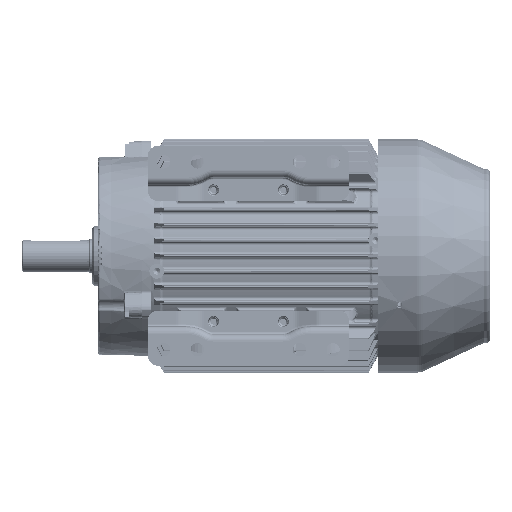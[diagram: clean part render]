
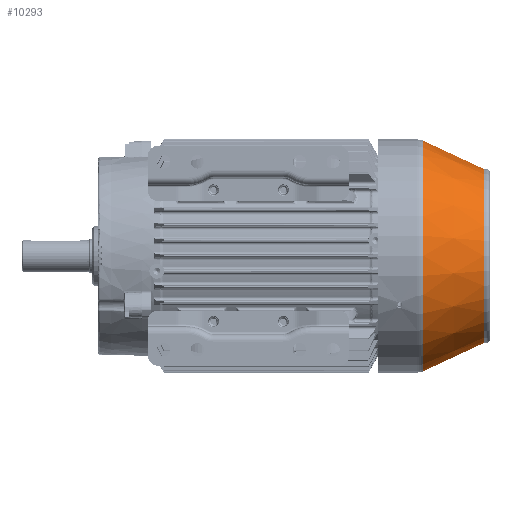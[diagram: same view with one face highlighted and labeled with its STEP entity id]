
A CAD part, top view. The second image highlights one B-rep face of the part: STEP entity #10293.
In plain terms, the highlighted conical face has half-angle 25 degrees and reference radius 64.883 mm.
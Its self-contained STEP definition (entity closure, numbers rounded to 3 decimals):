
#10293 = ADVANCED_FACE( '', ( #23218, #23219 ), #23220, .T. );
#23218 = FACE_OUTER_BOUND( '', #81015, .T. );
#23219 = FACE_BOUND( '', #81016, .T. );
#23220 = CONICAL_SURFACE( '', #81017, 64.884, 0.436 );
#81015 = EDGE_LOOP( '', ( #145243 ) );
#81016 = EDGE_LOOP( '', ( #145244 ) );
#81017 = AXIS2_PLACEMENT_3D( '', #145245, #145246, #145247 );
#145243 = ORIENTED_EDGE( '', *, *, #168273, .T. );
#145244 = ORIENTED_EDGE( '', *, *, #175128, .T. );
#145245 = CARTESIAN_POINT( '', ( 262.922, 0., 0. ) );
#145246 = DIRECTION( '', ( -1., 0., 0. ) );
#145247 = DIRECTION( '', ( 0., 1., 0. ) );
#168273 = EDGE_CURVE( '', #189122, #189122, #189123, .F. );
#175128 = EDGE_CURVE( '', #198721, #198721, #198722, .T. );
#189122 = VERTEX_POINT( '', #229795 );
#189123 = CIRCLE( '', #229796, 85.769 );
#198721 = VERTEX_POINT( '', #264569 );
#198722 = CIRCLE( '', #264570, 64.884 );
#229795 = CARTESIAN_POINT( '', ( 218.132, 85.769, 0. ) );
#229796 = AXIS2_PLACEMENT_3D( '', #286542, #286543, #286544 );
#264569 = CARTESIAN_POINT( '', ( 262.922, 64.884, 0. ) );
#264570 = AXIS2_PLACEMENT_3D( '', #294593, #294594, #294595 );
#286542 = CARTESIAN_POINT( '', ( 218.132, 0., 0. ) );
#286543 = DIRECTION( '', ( -1., 0., 0. ) );
#286544 = DIRECTION( '', ( 0., 1., 0. ) );
#294593 = CARTESIAN_POINT( '', ( 262.922, 0., 0. ) );
#294594 = DIRECTION( '', ( -1., 0., 0. ) );
#294595 = DIRECTION( '', ( 0., 1., 0. ) );
